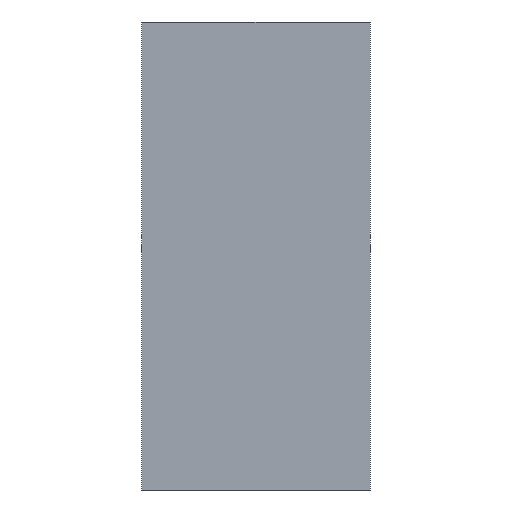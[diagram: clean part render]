
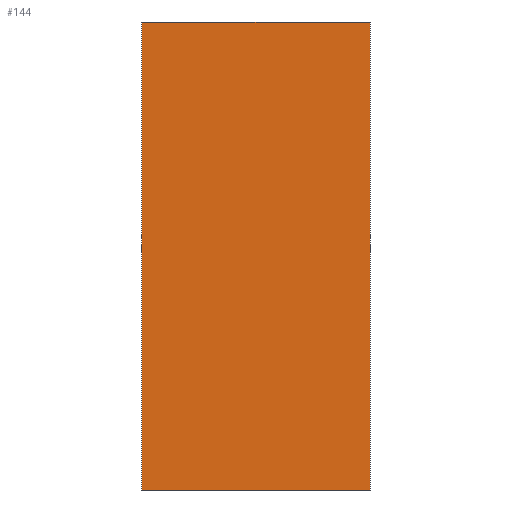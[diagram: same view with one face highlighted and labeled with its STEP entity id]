
A CAD part, front view. The second image highlights one B-rep face of the part: STEP entity #144.
In plain terms, the highlighted planar face has unit normal (0, -1, 0).
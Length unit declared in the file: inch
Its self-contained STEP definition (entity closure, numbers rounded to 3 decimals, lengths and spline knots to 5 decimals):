
#18=FACE_OUTER_BOUND('',#26,.T.);
#26=EDGE_LOOP('',(#109,#110,#111,#112));
#40=LINE('',#228,#58);
#41=LINE('',#231,#59);
#42=LINE('',#233,#60);
#43=LINE('',#234,#61);
#58=VECTOR('',#188,0.3937);
#59=VECTOR('',#191,0.3937);
#60=VECTOR('',#192,0.3937);
#61=VECTOR('',#193,0.3937);
#73=VERTEX_POINT('',#224);
#74=VERTEX_POINT('',#226);
#75=VERTEX_POINT('',#230);
#76=VERTEX_POINT('',#232);
#88=EDGE_CURVE('',#73,#74,#40,.T.);
#89=EDGE_CURVE('',#75,#73,#41,.T.);
#90=EDGE_CURVE('',#76,#74,#42,.T.);
#91=EDGE_CURVE('',#75,#76,#43,.T.);
#109=ORIENTED_EDGE('',*,*,#89,.T.);
#110=ORIENTED_EDGE('',*,*,#88,.T.);
#111=ORIENTED_EDGE('',*,*,#90,.F.);
#112=ORIENTED_EDGE('',*,*,#91,.F.);
#136=PLANE('',#166);
#144=ADVANCED_FACE('',(#18),#136,.T.);
#166=AXIS2_PLACEMENT_3D('',#229,#189,#190);
#188=DIRECTION('',(0.,0.,1.));
#189=DIRECTION('center_axis',(0.,-1.,0.));
#190=DIRECTION('ref_axis',(1.,0.,0.));
#191=DIRECTION('',(1.,0.,0.));
#192=DIRECTION('',(1.,0.,0.));
#193=DIRECTION('',(0.,0.,1.));
#224=CARTESIAN_POINT('',(0.,120.12495,-92.625));
#226=CARTESIAN_POINT('',(0.,120.12495,-59.8125));
#228=CARTESIAN_POINT('',(0.,120.12495,-84.125));
#229=CARTESIAN_POINT('Origin',(-16.,120.12495,-84.125));
#230=CARTESIAN_POINT('',(-16.,120.12495,-92.625));
#231=CARTESIAN_POINT('',(-12.,120.12495,-92.625));
#232=CARTESIAN_POINT('',(-16.,120.12495,-59.8125));
#233=CARTESIAN_POINT('',(-12.,120.12495,-59.8125));
#234=CARTESIAN_POINT('',(-16.,120.12495,-84.125));
